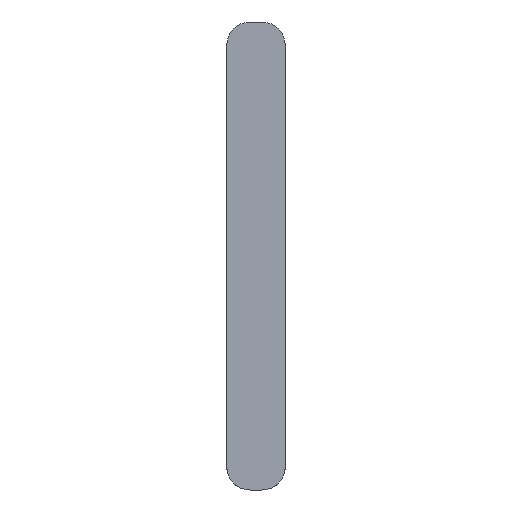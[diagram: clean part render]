
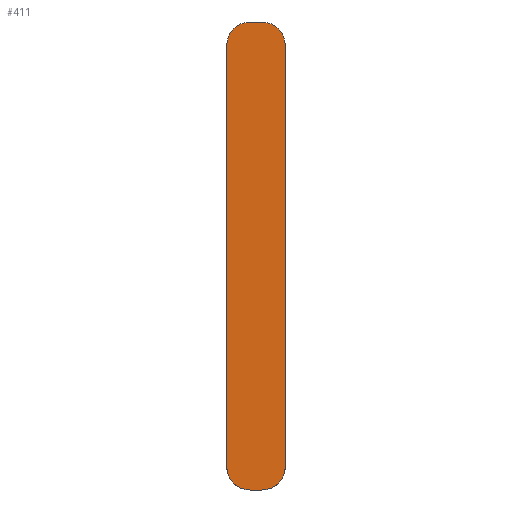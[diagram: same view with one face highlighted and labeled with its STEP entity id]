
A CAD part, left-side view. The second image highlights one B-rep face of the part: STEP entity #411.
In plain terms, the highlighted planar face has unit normal (-1, 0, 0).
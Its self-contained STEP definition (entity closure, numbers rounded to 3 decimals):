
#72=CIRCLE('',#439,2.);
#73=CIRCLE('',#442,2.);
#84=CIRCLE('',#458,2.);
#85=CIRCLE('',#459,2.);
#147=ORIENTED_EDGE('',*,*,#221,.F.);
#148=ORIENTED_EDGE('',*,*,#242,.T.);
#149=ORIENTED_EDGE('',*,*,#239,.F.);
#150=ORIENTED_EDGE('',*,*,#243,.T.);
#151=ORIENTED_EDGE('',*,*,#233,.F.);
#152=ORIENTED_EDGE('',*,*,#207,.T.);
#153=ORIENTED_EDGE('',*,*,#203,.F.);
#154=ORIENTED_EDGE('',*,*,#212,.T.);
#203=EDGE_CURVE('',#254,#255,#288,.T.);
#207=EDGE_CURVE('',#258,#255,#72,.F.);
#212=EDGE_CURVE('',#254,#261,#73,.F.);
#221=EDGE_CURVE('',#270,#261,#297,.T.);
#233=EDGE_CURVE('',#258,#281,#304,.T.);
#239=EDGE_CURVE('',#284,#285,#308,.T.);
#242=EDGE_CURVE('',#270,#285,#84,.F.);
#243=EDGE_CURVE('',#284,#281,#85,.F.);
#254=VERTEX_POINT('',#630);
#255=VERTEX_POINT('',#632);
#258=VERTEX_POINT('',#646);
#261=VERTEX_POINT('',#660);
#270=VERTEX_POINT('',#679);
#281=VERTEX_POINT('',#704);
#284=VERTEX_POINT('',#715);
#285=VERTEX_POINT('',#716);
#288=LINE('',#631,#321);
#297=LINE('',#680,#330);
#304=LINE('',#703,#337);
#308=LINE('',#714,#341);
#321=VECTOR('',#493,1000.);
#330=VECTOR('',#522,1000.);
#337=VECTOR('',#541,1000.);
#341=VECTOR('',#553,1000.);
#361=EDGE_LOOP('',(#147,#148,#149,#150,#151,#152,#153,#154));
#382=FACE_BOUND('',#361,.T.);
#399=PLANE('',#457);
#411=ADVANCED_FACE('',(#382),#399,.F.);
#439=AXIS2_PLACEMENT_3D('',#645,#499,#500);
#442=AXIS2_PLACEMENT_3D('',#661,#507,#508);
#457=AXIS2_PLACEMENT_3D('',#719,#556,#557);
#458=AXIS2_PLACEMENT_3D('',#720,#558,#559);
#459=AXIS2_PLACEMENT_3D('',#721,#560,#561);
#493=DIRECTION('',(0.,1.,0.));
#499=DIRECTION('',(1.,0.,0.));
#500=DIRECTION('',(0.,0.,-1.));
#507=DIRECTION('',(1.,0.,0.));
#508=DIRECTION('',(0.,0.,-1.));
#522=DIRECTION('',(0.,0.,-1.));
#541=DIRECTION('',(0.,0.,1.));
#553=DIRECTION('',(0.,-1.,0.));
#556=DIRECTION('',(1.,0.,0.));
#557=DIRECTION('',(0.,0.,-1.));
#558=DIRECTION('',(1.,0.,0.));
#559=DIRECTION('',(0.,0.,-1.));
#560=DIRECTION('',(1.,0.,0.));
#561=DIRECTION('',(0.,0.,-1.));
#630=CARTESIAN_POINT('',(0.,2.,0.));
#631=CARTESIAN_POINT('',(0.,0.,0.));
#632=CARTESIAN_POINT('',(0.,3.,0.));
#645=CARTESIAN_POINT('',(0.,3.,2.));
#646=CARTESIAN_POINT('',(0.,5.,2.));
#660=CARTESIAN_POINT('',(0.,0.,2.));
#661=CARTESIAN_POINT('',(0.,2.,2.));
#679=CARTESIAN_POINT('',(0.,0.,38.));
#680=CARTESIAN_POINT('',(0.,0.,40.));
#703=CARTESIAN_POINT('',(0.,5.,0.));
#704=CARTESIAN_POINT('',(0.,5.,38.));
#714=CARTESIAN_POINT('',(0.,5.,40.));
#715=CARTESIAN_POINT('',(0.,3.,40.));
#716=CARTESIAN_POINT('',(0.,2.,40.));
#719=CARTESIAN_POINT('',(0.,0.,0.));
#720=CARTESIAN_POINT('',(0.,2.,38.));
#721=CARTESIAN_POINT('',(0.,3.,38.));
